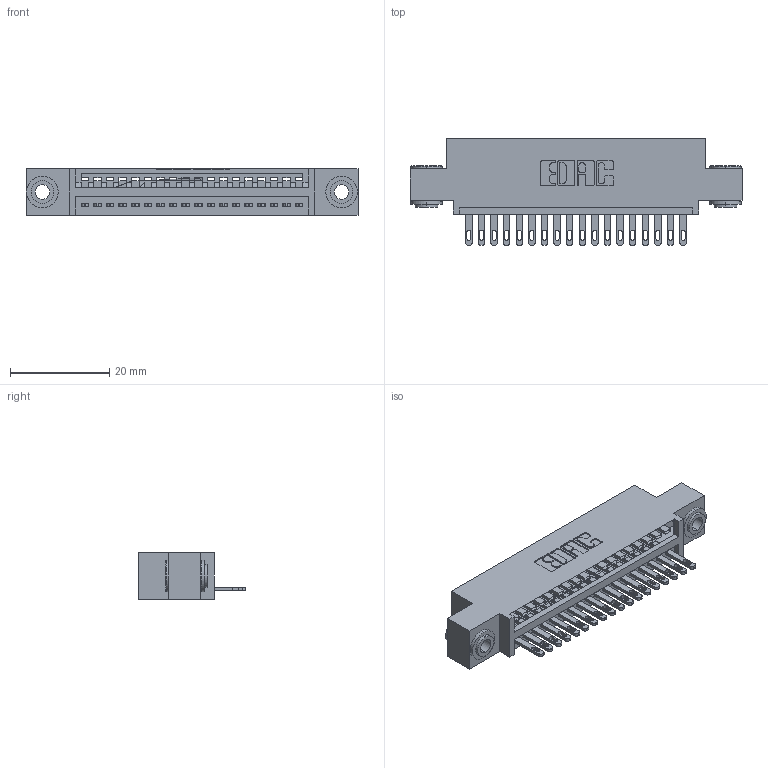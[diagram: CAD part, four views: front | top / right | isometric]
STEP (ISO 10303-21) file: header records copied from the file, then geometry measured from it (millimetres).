
FILE_DESCRIPTION (( 'STEP AP203' ), '1' );
FILE_NAME ('345-018-500-403.STEP', '2018-08-19T05:05:55', ( '' ), ( '' ), 'SwSTEP 2.0', 'SolidWorks 2016', '' );
FILE_SCHEMA (( 'CONFIG_CONTROL_DESIGN' ));
Length unit declared in the file: inch
Products named in the file (4): 345 Part_0.110 Offset - 0.156 Dia-TH; 345-292-001_345-293-100; 345-250-002_345-250-002-102; 345-018-500-403
Assembly tree (21 placements, depth 2):
  345-018-500-403
    345 Part_0.110 Offset - 0.156 Dia-TH
    345-292-001_345-293-100  x18
    345-250-002_345-250-002-102  x2
Bounding box: 66.93 x 21.51 x 9.4 mm (x, y, z)
Volume: 6127.4 mm3; surface area: 8202.3 mm2
Topology: 21 solids, 21 shells, 1140 faces, 3450 edges, 2296 vertices
Faces by surface type: plane 706, cylinder 426, cone 8
Entity records: 17490 total; most frequent: CARTESIAN_POINT 3009, ORIENTED_EDGE 2954, DIRECTION 2695, EDGE_CURVE 1477, LINE 1245, VECTOR 1245, VERTEX_POINT 982, AXIS2_PLACEMENT_3D 725
